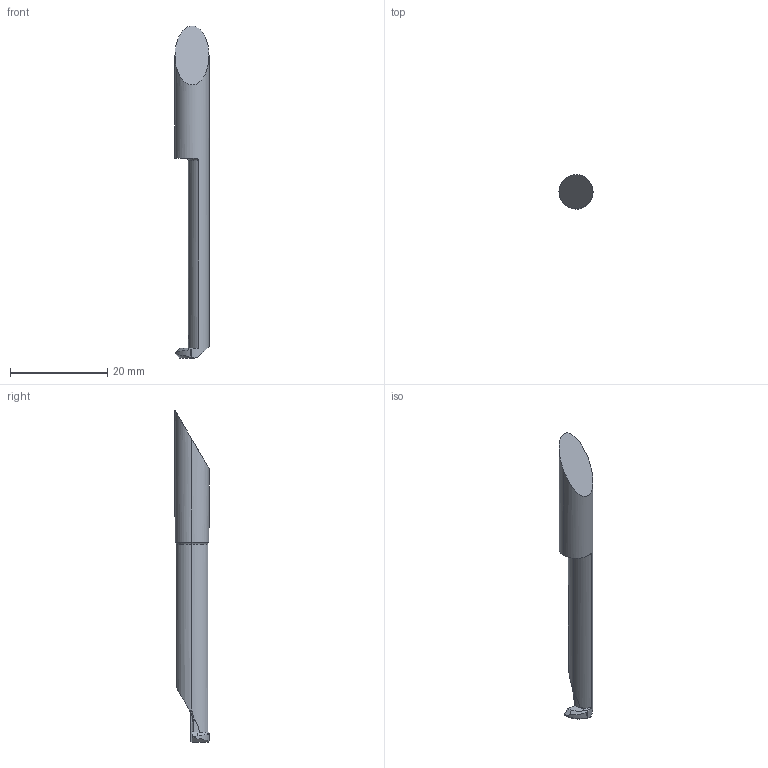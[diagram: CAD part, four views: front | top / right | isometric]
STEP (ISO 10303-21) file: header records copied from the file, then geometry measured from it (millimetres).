
FILE_DESCRIPTION(/* description */ (''),/* implementation_level */ '2;1');
FILE_NAME(/* name */ '1637749554454.stp',/* time_stamp */ '2021-11-24T15:56:10+05:00',/* author */ (''),/* organization */ ('SMS'),/* preprocessor_version */ 'ST-DEVELOPER v16.7',/* originating_system */ 'SIEMENS PLM Software NX 12.0',/* authorisation */ '');
FILE_SCHEMA (('AUTOMOTIVE_DESIGN { 1 0 10303 214 3 1 1 1 }'));
Length unit declared in the file: millimetre
Products named in the file (1): 203804357mod000_00
Bounding box: 7 x 7 x 68.31 mm (x, y, z)
Volume: 1562.4 mm3; surface area: 1248.1 mm2
Topology: 2 solids, 2 shells, 32 faces, 84 edges, 60 vertices
Faces by surface type: plane 12, cylinder 9, bspline 5, torus 3, extrusion 2, cone 1
Entity records: 1604 total; most frequent: CARTESIAN_POINT 828, ORIENTED_EDGE 166, DIRECTION 119, EDGE_CURVE 83, VERTEX_POINT 55, AXIS2_PLACEMENT_3D 44, ADVANCED_FACE 32, FACE_OUTER_BOUND 32
